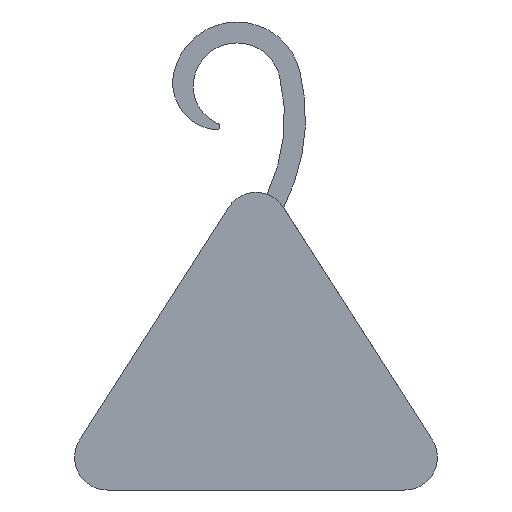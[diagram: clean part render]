
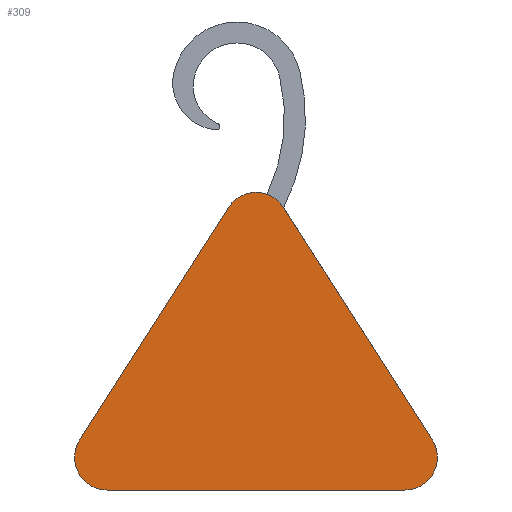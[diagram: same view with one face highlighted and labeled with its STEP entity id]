
A CAD part, front view. The second image highlights one B-rep face of the part: STEP entity #309.
In plain terms, the highlighted planar face has unit normal (0, -1, 0).
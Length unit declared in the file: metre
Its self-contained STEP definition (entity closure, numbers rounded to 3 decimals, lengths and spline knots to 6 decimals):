
#2 = VERTEX_POINT ( 'NONE', #561 ) ;
#55 = AXIS2_PLACEMENT_3D ( 'NONE', #711, #158, #631 ) ;
#66 = DIRECTION ( 'NONE',  ( 0., 0., -1. ) ) ;
#75 = DIRECTION ( 'NONE',  ( 0., 0., -1. ) ) ;
#132 = CARTESIAN_POINT ( 'NONE',  ( 0.27075, 0., 0.076953 ) ) ;
#142 = DIRECTION ( 'NONE',  ( 0.539, 0., -0.842 ) ) ;
#158 = DIRECTION ( 'NONE',  ( 0., 1., 0. ) ) ;
#167 = FACE_OUTER_BOUND ( 'NONE', #613, .T. ) ;
#176 = ORIENTED_EDGE ( 'NONE', *, *, #210, .F. ) ;
#183 = VERTEX_POINT ( 'NONE', #132 ) ;
#210 = EDGE_CURVE ( 'NONE', #2, #718, #535, .T. ) ;
#228 = VERTEX_POINT ( 'NONE', #900 ) ;
#244 = DIRECTION ( 'NONE',  ( 0., 1., 0. ) ) ;
#264 = CARTESIAN_POINT ( 'NONE',  ( -0.228637, 0., 0.05 ) ) ;
#273 = DIRECTION ( 'NONE',  ( 0.539, 0., 0.842 ) ) ;
#281 = PLANE ( 'NONE',  #1047 ) ;
#300 = CARTESIAN_POINT ( 'NONE',  ( -0.228637, 0., 0. ) ) ;
#309 = ADVANCED_FACE ( 'NONE', ( #167 ), #281, .T. ) ;
#335 = DIRECTION ( 'NONE',  ( 0., 1., 0. ) ) ;
#337 = AXIS2_PLACEMENT_3D ( 'NONE', #264, #244, #66 ) ;
#338 = DIRECTION ( 'NONE',  ( -1., 0., 0. ) ) ;
#347 = DIRECTION ( 'NONE',  ( 0., 0., -1. ) ) ;
#373 = ORIENTED_EDGE ( 'NONE', *, *, #377, .F. ) ;
#377 = EDGE_CURVE ( 'NONE', #428, #228, #733, .T. ) ;
#428 = VERTEX_POINT ( 'NONE', #546 ) ;
#444 = VERTEX_POINT ( 'NONE', #918 ) ;
#453 = CARTESIAN_POINT ( 'NONE',  ( 0., 0., 0.407245 ) ) ;
#460 = CARTESIAN_POINT ( 'NONE',  ( 0., 0., 0.407245 ) ) ;
#482 = ORIENTED_EDGE ( 'NONE', *, *, #1139, .F. ) ;
#497 = CIRCLE ( 'NONE', #337, 0.05 ) ;
#528 = CARTESIAN_POINT ( 'NONE',  ( -0.228637, 0., 0. ) ) ;
#535 = LINE ( 'NONE', #528, #891 ) ;
#546 = CARTESIAN_POINT ( 'NONE',  ( -0.27075, 0., 0.076953 ) ) ;
#553 = AXIS2_PLACEMENT_3D ( 'NONE', #453, #335, #347 ) ;
#561 = CARTESIAN_POINT ( 'NONE',  ( 0.228637, 0., 0. ) ) ;
#583 = VECTOR ( 'NONE', #273, 1. ) ;
#588 = EDGE_CURVE ( 'NONE', #228, #444, #920, .T. ) ;
#594 = EDGE_CURVE ( 'NONE', #718, #428, #497, .T. ) ;
#613 = EDGE_LOOP ( 'NONE', ( #919, #373, #736, #176, #651, #482 ) ) ;
#631 = DIRECTION ( 'NONE',  ( 0., 0., 1. ) ) ;
#644 = VECTOR ( 'NONE', #142, 1. ) ;
#651 = ORIENTED_EDGE ( 'NONE', *, *, #1041, .F. ) ;
#711 = CARTESIAN_POINT ( 'NONE',  ( 0.228637, 0., 0.05 ) ) ;
#718 = VERTEX_POINT ( 'NONE', #300 ) ;
#733 = LINE ( 'NONE', #1098, #583 ) ;
#736 = ORIENTED_EDGE ( 'NONE', *, *, #594, .F. ) ;
#796 = CARTESIAN_POINT ( 'NONE',  ( 0.27075, 0., 0.076953 ) ) ;
#891 = VECTOR ( 'NONE', #338, 1. ) ;
#900 = CARTESIAN_POINT ( 'NONE',  ( -0.042114, 0., 0.434198 ) ) ;
#904 = LINE ( 'NONE', #796, #644 ) ;
#918 = CARTESIAN_POINT ( 'NONE',  ( 0.042114, 0., 0.434198 ) ) ;
#919 = ORIENTED_EDGE ( 'NONE', *, *, #588, .F. ) ;
#920 = CIRCLE ( 'NONE', #553, 0.05 ) ;
#1034 = CIRCLE ( 'NONE', #55, 0.05 ) ;
#1041 = EDGE_CURVE ( 'NONE', #183, #2, #1034, .T. ) ;
#1047 = AXIS2_PLACEMENT_3D ( 'NONE', #460, #1212, #75 ) ;
#1098 = CARTESIAN_POINT ( 'NONE',  ( -0.27075, 0., 0.076953 ) ) ;
#1139 = EDGE_CURVE ( 'NONE', #444, #183, #904, .T. ) ;
#1212 = DIRECTION ( 'NONE',  ( 0., -1., 0. ) ) ;
